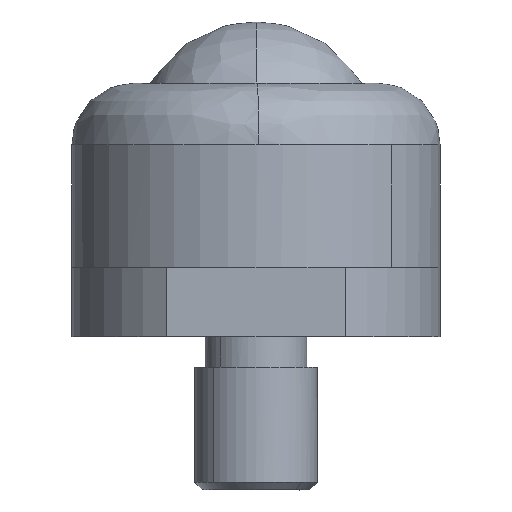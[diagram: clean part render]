
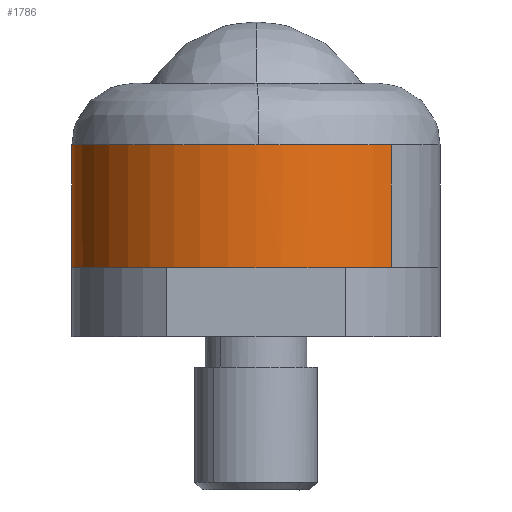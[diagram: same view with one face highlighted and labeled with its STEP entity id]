
A CAD part, left-side view. The second image highlights one B-rep face of the part: STEP entity #1786.
In plain terms, the highlighted free-form (B-spline) face has degree [2, 1] with [5, 2] control points.
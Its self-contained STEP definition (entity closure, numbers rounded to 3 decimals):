
#1318=CARTESIAN_POINT('',(-11.999,-0.151,8.));
#1319=VERTEX_POINT('',#1318);
#1320=CARTESIAN_POINT('',(-12.0,0.0,8.0));
#1321=VERTEX_POINT('',#1320);
#1322=CARTESIAN_POINT('',(-11.999,-0.151,8.));
#1323=CARTESIAN_POINT('',(-12.0,0.0,8.0));
#1324=QUASI_UNIFORM_CURVE('',1,(#1322,#1323),.UNSPECIFIED.,.F.,.U.);
#1325=EDGE_CURVE('',#1319,#1321,#1324,.T.);
#1361=CARTESIAN_POINT('',(8.15,8.808,8.));
#1362=VERTEX_POINT('',#1361);
#1375=CARTESIAN_POINT('',(-0.075,12.,8.));
#1376=VERTEX_POINT('',#1375);
#1377=CARTESIAN_POINT('',(-0.075,12.,8.));
#1378=CARTESIAN_POINT('',(0.348,12.002,8.));
#1379=CARTESIAN_POINT('',(1.313,11.957,8.));
#1380=CARTESIAN_POINT('',(2.662,11.73,8.));
#1381=CARTESIAN_POINT('',(4.199,11.279,8.));
#1382=CARTESIAN_POINT('',(5.624,10.648,8.));
#1383=CARTESIAN_POINT('',(7.021,9.77,8.));
#1384=CARTESIAN_POINT('',(7.788,9.143,8.));
#1385=CARTESIAN_POINT('',(8.15,8.808,8.));
#1386=B_SPLINE_CURVE_WITH_KNOTS('',3,(#1377,#1378,#1379,#1380,#1381,#1382,#1383,#1384,#1385),.UNSPECIFIED.,.F.,.U.,(4,1,1,1,1,1,4),(0.,1.271,2.894,4.094,6.071,7.553,9.035),.UNSPECIFIED.);
#1387=EDGE_CURVE('',#1376,#1362,#1386,.T.);
#1389=CARTESIAN_POINT('',(-12.0,0.0,8.0));
#1390=CARTESIAN_POINT('',(-12.,0.464,8.));
#1391=CARTESIAN_POINT('',(-11.945,1.418,8.));
#1392=CARTESIAN_POINT('',(-11.638,3.13,8.));
#1393=CARTESIAN_POINT('',(-11.047,4.822,8.));
#1394=CARTESIAN_POINT('',(-10.134,6.501,8.));
#1395=CARTESIAN_POINT('',(-9.257,7.682,8.));
#1396=CARTESIAN_POINT('',(-8.147,8.855,8.));
#1397=CARTESIAN_POINT('',(-6.953,9.836,8.));
#1398=CARTESIAN_POINT('',(-5.606,10.639,8.));
#1399=CARTESIAN_POINT('',(-4.291,11.234,8.));
#1400=CARTESIAN_POINT('',(-3.055,11.633,8.));
#1401=CARTESIAN_POINT('',(-1.591,11.923,8.));
#1402=CARTESIAN_POINT('',(-0.638,11.996,8.));
#1403=CARTESIAN_POINT('',(-0.075,12.,8.));
#1404=B_SPLINE_CURVE_WITH_KNOTS('',3,(#1389,#1390,#1391,#1392,#1393,#1394,#1395,#1396,#1397,#1398,#1399,#1400,#1401,#1402,#1403),.UNSPECIFIED.,.F.,.U.,(4,1,1,1,1,1,1,1,1,1,1,1,4),(0.,1.393,2.86,5.207,6.747,8.58,9.607,11.587,13.201,14.301,15.914,17.087,18.774),.UNSPECIFIED.);
#1405=EDGE_CURVE('',#1321,#1376,#1404,.T.);
#1439=CARTESIAN_POINT('',(-8.15,-8.808,8.));
#1440=VERTEX_POINT('',#1439);
#1441=CARTESIAN_POINT('',(-8.15,-8.808,8.));
#1442=CARTESIAN_POINT('',(-8.578,-8.411,8.));
#1443=CARTESIAN_POINT('',(-9.394,-7.538,8.));
#1444=CARTESIAN_POINT('',(-10.475,-5.966,8.));
#1445=CARTESIAN_POINT('',(-11.305,-4.19,8.));
#1446=CARTESIAN_POINT('',(-11.854,-2.203,8.));
#1447=CARTESIAN_POINT('',(-11.99,-0.861,8.));
#1448=CARTESIAN_POINT('',(-11.999,-0.151,8.));
#1449=B_SPLINE_CURVE_WITH_KNOTS('',3,(#1441,#1442,#1443,#1444,#1445,#1446,#1447,#1448),.UNSPECIFIED.,.F.,.U.,(4,1,1,1,1,4),(0.,1.75,3.576,5.706,7.609,9.739),.UNSPECIFIED.);
#1450=EDGE_CURVE('',#1440,#1319,#1449,.T.);
#1705=CARTESIAN_POINT('',(-8.15,-8.808,8.2));
#1706=CARTESIAN_POINT('',(-16.958,-0.657,8.2));
#1707=CARTESIAN_POINT('',(-8.808,8.15,8.2));
#1708=CARTESIAN_POINT('',(-0.657,16.958,8.2));
#1709=CARTESIAN_POINT('',(8.15,8.808,8.2));
#1710=CARTESIAN_POINT('',(-8.15,-8.808,-0.205));
#1711=CARTESIAN_POINT('',(-16.958,-0.657,-0.205));
#1712=CARTESIAN_POINT('',(-8.808,8.15,-0.205));
#1713=CARTESIAN_POINT('',(-0.657,16.958,-0.205));
#1714=CARTESIAN_POINT('',(8.15,8.808,-0.205));
#1722=(BOUNDED_SURFACE()B_SPLINE_SURFACE(2,1,((#1705,#1710),(#1706,#1711),(#1707,#1712),(#1708,#1713),(#1709,#1714)),.UNSPECIFIED.,.F.,.F.,.U.)B_SPLINE_SURFACE_WITH_KNOTS((3,2,3),(2,2),(0.0,19.882,39.765),(0.0,8.405),.UNSPECIFIED.)GEOMETRIC_REPRESENTATION_ITEM()RATIONAL_B_SPLINE_SURFACE(((1.0,1.0),(0.707,0.707),(1.0,1.0),(0.707,0.707),(1.0,1.0)))REPRESENTATION_ITEM('')SURFACE());
#1723=ORIENTED_EDGE('',*,*,#1450,.T.);
#1724=ORIENTED_EDGE('',*,*,#1325,.T.);
#1725=ORIENTED_EDGE('',*,*,#1405,.T.);
#1726=ORIENTED_EDGE('',*,*,#1387,.T.);
#1727=CARTESIAN_POINT('',(8.15,8.808,0.));
#1728=VERTEX_POINT('',#1727);
#1729=CARTESIAN_POINT('',(8.15,8.808,8.));
#1730=CARTESIAN_POINT('',(8.15,8.808,0.));
#1731=QUASI_UNIFORM_CURVE('',1,(#1729,#1730),.UNSPECIFIED.,.F.,.U.);
#1732=EDGE_CURVE('',#1362,#1728,#1731,.T.);
#1733=ORIENTED_EDGE('',*,*,#1732,.T.);
#1734=CARTESIAN_POINT('',(0.0,12.0,0.0));
#1735=VERTEX_POINT('',#1734);
#1736=CARTESIAN_POINT('',(0.0,12.0,0.0));
#1737=CARTESIAN_POINT('',(0.933,12.,0.));
#1738=CARTESIAN_POINT('',(2.45,11.822,0.));
#1739=CARTESIAN_POINT('',(4.19,11.272,0.));
#1740=CARTESIAN_POINT('',(5.449,10.714,0.));
#1741=CARTESIAN_POINT('',(6.73,9.987,0.));
#1742=CARTESIAN_POINT('',(7.654,9.267,0.));
#1743=CARTESIAN_POINT('',(8.15,8.808,0.));
#1744=B_SPLINE_CURVE_WITH_KNOTS('',3,(#1736,#1737,#1738,#1739,#1740,#1741,#1742,#1743),.UNSPECIFIED.,.F.,.U.,(4,1,1,1,1,4),(0.,2.8,4.55,5.46,6.93,8.96),.UNSPECIFIED.);
#1745=EDGE_CURVE('',#1735,#1728,#1744,.T.);
#1746=ORIENTED_EDGE('',*,*,#1745,.F.);
#1747=CARTESIAN_POINT('',(-12.0,0.0,0.0));
#1748=VERTEX_POINT('',#1747);
#1749=CARTESIAN_POINT('',(-12.0,0.0,0.0));
#1750=CARTESIAN_POINT('',(-12.,0.933,0.0));
#1751=CARTESIAN_POINT('',(-11.836,2.332,0.0));
#1752=CARTESIAN_POINT('',(-11.32,4.051,0.0));
#1753=CARTESIAN_POINT('',(-10.786,5.319,0.0));
#1754=CARTESIAN_POINT('',(-10.038,6.648,0.0));
#1755=CARTESIAN_POINT('',(-9.006,7.996,0.0));
#1756=CARTESIAN_POINT('',(-7.84,9.127,0.0));
#1757=CARTESIAN_POINT('',(-6.464,10.16,0.0));
#1758=CARTESIAN_POINT('',(-5.059,10.928,0.0));
#1759=CARTESIAN_POINT('',(-3.699,11.434,0.0));
#1760=CARTESIAN_POINT('',(-2.111,11.863,0.0));
#1761=CARTESIAN_POINT('',(-0.908,12.,0.0));
#1762=CARTESIAN_POINT('',(0.0,12.0,0.0));
#1763=B_SPLINE_CURVE_WITH_KNOTS('',3,(#1749,#1750,#1751,#1752,#1753,#1754,#1755,#1756,#1757,#1758,#1759,#1760,#1761,#1762),.UNSPECIFIED.,.F.,.U.,(4,1,1,1,1,1,1,1,1,1,1,4),(0.,2.798,4.197,5.375,6.921,8.762,10.456,11.781,13.916,15.242,16.125,18.85),.UNSPECIFIED.);
#1764=EDGE_CURVE('',#1748,#1735,#1763,.T.);
#1765=ORIENTED_EDGE('',*,*,#1764,.F.);
#1766=CARTESIAN_POINT('',(-8.15,-8.808,0.));
#1767=VERTEX_POINT('',#1766);
#1768=CARTESIAN_POINT('',(-8.15,-8.808,0.));
#1769=CARTESIAN_POINT('',(-8.698,-8.3,0.));
#1770=CARTESIAN_POINT('',(-9.562,-7.337,0.));
#1771=CARTESIAN_POINT('',(-10.676,-5.598,0.));
#1772=CARTESIAN_POINT('',(-11.401,-3.91,0.));
#1773=CARTESIAN_POINT('',(-11.888,-1.957,0.));
#1774=CARTESIAN_POINT('',(-12.,-0.721,0.));
#1775=CARTESIAN_POINT('',(-12.0,0.0,0.0));
#1776=B_SPLINE_CURVE_WITH_KNOTS('',3,(#1768,#1769,#1770,#1771,#1772,#1773,#1774,#1775),.UNSPECIFIED.,.F.,.U.,(4,1,1,1,1,4),(0.,2.241,3.863,6.181,7.726,9.89),.UNSPECIFIED.);
#1777=EDGE_CURVE('',#1767,#1748,#1776,.T.);
#1778=ORIENTED_EDGE('',*,*,#1777,.F.);
#1779=CARTESIAN_POINT('',(-8.15,-8.808,8.));
#1780=CARTESIAN_POINT('',(-8.15,-8.808,0.));
#1781=QUASI_UNIFORM_CURVE('',1,(#1779,#1780),.UNSPECIFIED.,.F.,.U.);
#1782=EDGE_CURVE('',#1440,#1767,#1781,.T.);
#1783=ORIENTED_EDGE('',*,*,#1782,.F.);
#1784=EDGE_LOOP('',(#1723,#1724,#1725,#1726,#1733,#1746,#1765,#1778,#1783));
#1785=FACE_OUTER_BOUND('',#1784,.T.);
#1786=ADVANCED_FACE('',(#1785),#1722,.T.);
